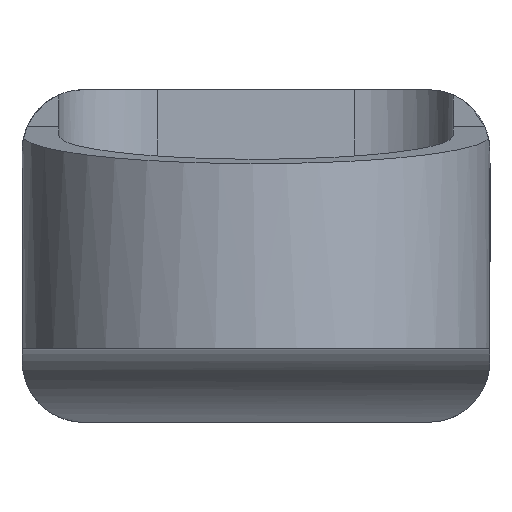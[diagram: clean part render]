
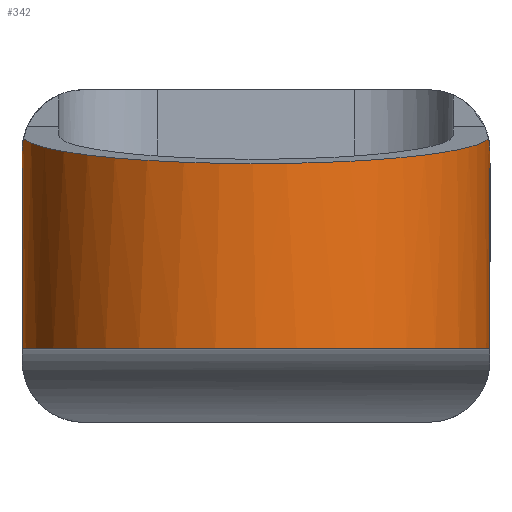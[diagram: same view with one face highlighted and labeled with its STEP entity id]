
A CAD part, front view. The second image highlights one B-rep face of the part: STEP entity #342.
In plain terms, the highlighted cylindrical face has radius 19 mm (diameter 38 mm), a partial arc.
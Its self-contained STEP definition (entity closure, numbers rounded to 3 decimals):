
#50 = CARTESIAN_POINT ( 'NONE',  ( 19., -41., -2. ) ) ;
#62 = CARTESIAN_POINT ( 'NONE',  ( 19., -41., 14. ) ) ;
#66 = CARTESIAN_POINT ( 'NONE',  ( -19., -41., 14. ) ) ;
#73 = CARTESIAN_POINT ( 'NONE',  ( 0., -41., -2. ) ) ;
#78 = FACE_OUTER_BOUND ( 'NONE', #1185, .T. ) ;
#84 = LINE ( 'NONE', #1716, #1279 ) ;
#109 =( BOUNDED_CURVE ( )  B_SPLINE_CURVE ( 3, ( #1949, #353, #153, #2323 ),
 .UNSPECIFIED., .F., .F. ) 
 B_SPLINE_CURVE_WITH_KNOTS ( ( 4, 4 ),
 ( 4.819, 7.747 ),
 .UNSPECIFIED. ) 
 CURVE ( )  GEOMETRIC_REPRESENTATION_ITEM ( )  RATIONAL_B_SPLINE_CURVE ( ( 1., 0.405, 0.405, 1. ) ) 
 REPRESENTATION_ITEM ( '' )  );
#153 = CARTESIAN_POINT ( 'NONE',  ( 15.567, -73.985, 11.322 ) ) ;
#258 = CARTESIAN_POINT ( 'NONE',  ( -19., -41., 11. ) ) ;
#267 = CARTESIAN_POINT ( 'NONE',  ( -18.891, -43.029, 15.037 ) ) ;
#297 = CARTESIAN_POINT ( 'NONE',  ( 18.964, -42.353, 14.694 ) ) ;
#327 = B_SPLINE_CURVE_WITH_KNOTS ( 'NONE', 3,
 ( #267, #417, #1347, #66 ),
 .UNSPECIFIED., .F., .F.,
 ( 4, 4 ),
 ( 0., 0.002 ),
 .UNSPECIFIED. ) ;
#328 = EDGE_CURVE ( 'NONE', #604, #769, #1889, .T. ) ;
#342 = ADVANCED_FACE ( 'NONE', ( #78 ), #790, .T. ) ;
#353 = CARTESIAN_POINT ( 'NONE',  ( -15.567, -73.985, 11.322 ) ) ;
#372 = CARTESIAN_POINT ( 'NONE',  ( -19., -41., 14. ) ) ;
#402 = ORIENTED_EDGE ( 'NONE', *, *, #2231, .T. ) ;
#417 = CARTESIAN_POINT ( 'NONE',  ( -18.964, -42.353, 14.694 ) ) ;
#435 = DIRECTION ( 'NONE',  ( -1., 0., 0. ) ) ;
#524 = VERTEX_POINT ( 'NONE', #50 ) ;
#562 = CARTESIAN_POINT ( 'NONE',  ( 18.891, -43.029, 15.037 ) ) ;
#584 = VECTOR ( 'NONE', #980, 1000. ) ;
#604 = VERTEX_POINT ( 'NONE', #2212 ) ;
#623 = DIRECTION ( 'NONE',  ( 0., 0., -1. ) ) ;
#721 = EDGE_CURVE ( 'NONE', #1630, #524, #84, .T. ) ;
#769 = VERTEX_POINT ( 'NONE', #372 ) ;
#790 = CYLINDRICAL_SURFACE ( 'NONE', #1315, 19. ) ;
#907 = VERTEX_POINT ( 'NONE', #562 ) ;
#931 = CIRCLE ( 'NONE', #1010, 19. ) ;
#956 = ORIENTED_EDGE ( 'NONE', *, *, #1020, .F. ) ;
#980 = DIRECTION ( 'NONE',  ( 0., 0., 1. ) ) ;
#981 = CARTESIAN_POINT ( 'NONE',  ( -18.891, -43.029, 15.037 ) ) ;
#1010 = AXIS2_PLACEMENT_3D ( 'NONE', #73, #2286, #435 ) ;
#1020 = EDGE_CURVE ( 'NONE', #524, #604, #931, .T. ) ;
#1102 = ORIENTED_EDGE ( 'NONE', *, *, #721, .F. ) ;
#1180 = EDGE_CURVE ( 'NONE', #1443, #907, #109, .T. ) ;
#1185 = EDGE_LOOP ( 'NONE', ( #2266, #2026, #1896, #956, #1102, #402 ) ) ;
#1279 = VECTOR ( 'NONE', #2073, 1000. ) ;
#1299 = B_SPLINE_CURVE_WITH_KNOTS ( 'NONE', 3,
 ( #62, #1681, #297, #1578 ),
 .UNSPECIFIED., .F., .F.,
 ( 4, 4 ),
 ( 0., 0.002 ),
 .UNSPECIFIED. ) ;
#1315 = AXIS2_PLACEMENT_3D ( 'NONE', #1527, #623, #1360 ) ;
#1347 = CARTESIAN_POINT ( 'NONE',  ( -19., -41.676, 14.347 ) ) ;
#1360 = DIRECTION ( 'NONE',  ( -1., 0., 0. ) ) ;
#1443 = VERTEX_POINT ( 'NONE', #981 ) ;
#1527 = CARTESIAN_POINT ( 'NONE',  ( 0., -41., 11. ) ) ;
#1578 = CARTESIAN_POINT ( 'NONE',  ( 18.891, -43.029, 15.037 ) ) ;
#1630 = VERTEX_POINT ( 'NONE', #2330 ) ;
#1681 = CARTESIAN_POINT ( 'NONE',  ( 19., -41.676, 14.347 ) ) ;
#1716 = CARTESIAN_POINT ( 'NONE',  ( 19., -41., 11. ) ) ;
#1827 = EDGE_CURVE ( 'NONE', #1443, #769, #327, .T. ) ;
#1889 = LINE ( 'NONE', #258, #584 ) ;
#1896 = ORIENTED_EDGE ( 'NONE', *, *, #328, .F. ) ;
#1949 = CARTESIAN_POINT ( 'NONE',  ( -18.891, -43.029, 15.037 ) ) ;
#2026 = ORIENTED_EDGE ( 'NONE', *, *, #1827, .T. ) ;
#2073 = DIRECTION ( 'NONE',  ( 0., 0., -1. ) ) ;
#2212 = CARTESIAN_POINT ( 'NONE',  ( -19., -41., -2. ) ) ;
#2231 = EDGE_CURVE ( 'NONE', #1630, #907, #1299, .T. ) ;
#2266 = ORIENTED_EDGE ( 'NONE', *, *, #1180, .F. ) ;
#2286 = DIRECTION ( 'NONE',  ( 0., 0., -1. ) ) ;
#2323 = CARTESIAN_POINT ( 'NONE',  ( 18.891, -43.029, 15.037 ) ) ;
#2330 = CARTESIAN_POINT ( 'NONE',  ( 19., -41., 14. ) ) ;
